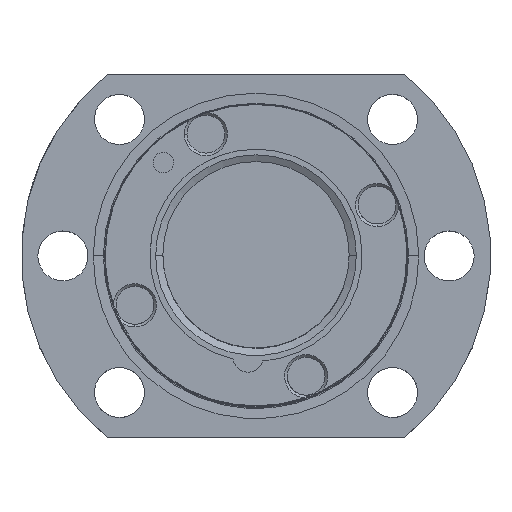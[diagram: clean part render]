
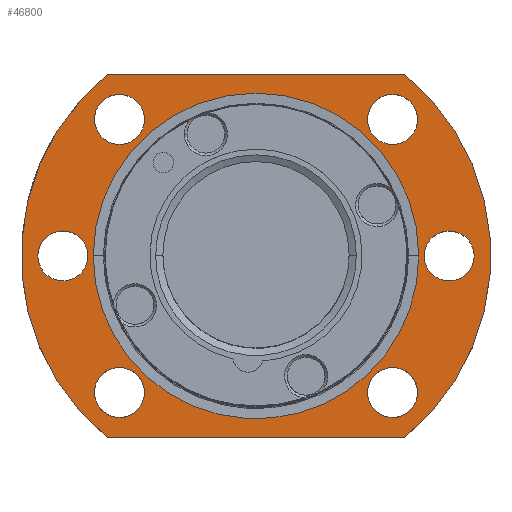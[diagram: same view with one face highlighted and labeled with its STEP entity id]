
A CAD part, top view. The second image highlights one B-rep face of the part: STEP entity #46800.
In plain terms, the highlighted planar face has unit normal (0, 0, 1).
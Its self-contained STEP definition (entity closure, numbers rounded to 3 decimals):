
#210=CARTESIAN_POINT('',(-19.621,24.,119.75));
#220=VERTEX_POINT('',#210);
#250=CARTESIAN_POINT('',(0.,0.,
119.75));
#260=DIRECTION('',(0.,0.,-1.));
#270=DIRECTION('',(-1.,0.,0.));
#280=AXIS2_PLACEMENT_3D('',#250,#260,#270);
#290=CIRCLE('',#280,31.);
#300=CARTESIAN_POINT('',(-19.621,-24.,119.75));
#310=VERTEX_POINT('',#300);
#320=EDGE_CURVE('',#310,#220,#290,.T.);
#9220=CARTESIAN_POINT('',(25.5,0.,119.75));
#9230=DIRECTION('',(0.,0.,-1.));
#9240=DIRECTION('',(-1.,0.,0.));
#9250=AXIS2_PLACEMENT_3D('',#9220,#9230,#9240);
#9260=CIRCLE('',#9250,3.3);
#9270=CARTESIAN_POINT('',(22.451,-1.263,119.75));
#9280=VERTEX_POINT('',#9270);
#9290=CARTESIAN_POINT('',(22.2,0.,119.75));
#9300=VERTEX_POINT('',#9290);
#9310=EDGE_CURVE('',#9280,#9300,#9260,.T.);
#9580=CARTESIAN_POINT('',(28.8,0.,119.75));
#9590=VERTEX_POINT('',#9580);
#9620=EDGE_CURVE('',#9590,#9280,#9260,.T.);
#10330=CARTESIAN_POINT('',(19.621,-24.,119.75));
#10340=VERTEX_POINT('',#10330);
#10370=CARTESIAN_POINT('',(0.,0.,
119.75));
#10380=DIRECTION('',(0.,0.,-1.));
#10390=DIRECTION('',(-1.,0.,0.));
#10400=AXIS2_PLACEMENT_3D('',#10370,#10380,#10390);
#10410=CIRCLE('',#10400,31.);
#10420=CARTESIAN_POINT('',(19.621,24.,119.75));
#10430=VERTEX_POINT('',#10420);
#10440=EDGE_CURVE('',#10430,#10340,#10410,.T.);
#10680=CARTESIAN_POINT('',(0.,24.,119.75));
#10690=DIRECTION('',(-1.,0.,-0.));
#10700=VECTOR('',#10690,1.);
#10710=LINE('',#10680,#10700);
#10720=EDGE_CURVE('',#10430,#220,#10710,.T.);
#11770=CARTESIAN_POINT('',(-21.331,-18.031,119.75));
#11780=VERTEX_POINT('',#11770);
#11830=CARTESIAN_POINT('',(-18.031,-18.031,119.75));
#11840=DIRECTION('',(0.,0.,-1.));
#11850=DIRECTION('',(-1.,0.,0.));
#11860=AXIS2_PLACEMENT_3D('',#11830,#11840,#11850);
#11870=CIRCLE('',#11860,3.3);
#11880=CARTESIAN_POINT('',(-14.731,-18.031,119.75));
#11890=VERTEX_POINT('',#11880);
#11900=EDGE_CURVE('',#11780,#11890,#11870,.T.);
#13510=CARTESIAN_POINT('',(14.731,-18.031,119.75));
#13520=VERTEX_POINT('',#13510);
#13570=CARTESIAN_POINT('',(18.031,-18.031,119.75));
#13580=DIRECTION('',(0.,0.,-1.));
#13590=DIRECTION('',(-1.,0.,0.));
#13600=AXIS2_PLACEMENT_3D('',#13570,#13580,#13590);
#13610=CIRCLE('',#13600,3.3);
#13620=CARTESIAN_POINT('',(21.331,-18.031,119.75));
#13630=VERTEX_POINT('',#13620);
#13640=EDGE_CURVE('',#13520,#13630,#13610,.T.);
#15640=CARTESIAN_POINT('',(14.731,18.031,119.75));
#15650=VERTEX_POINT('',#15640);
#15700=CARTESIAN_POINT('',(18.031,18.031,119.75));
#15710=DIRECTION('',(0.,0.,-1.));
#15720=DIRECTION('',(-1.,0.,0.));
#15730=AXIS2_PLACEMENT_3D('',#15700,#15710,#15720);
#15740=CIRCLE('',#15730,3.3);
#15750=CARTESIAN_POINT('',(21.08,19.294,119.75));
#15760=VERTEX_POINT('',#15750);
#15770=EDGE_CURVE('',#15650,#15760,#15740,.T.);
#15790=CARTESIAN_POINT('',(21.331,18.031,119.75));
#15800=VERTEX_POINT('',#15790);
#15810=EDGE_CURVE('',#15760,#15800,#15740,.T.);
#16210=CARTESIAN_POINT('',(-28.8,0.,119.75));
#16220=VERTEX_POINT('',#16210);
#16270=CARTESIAN_POINT('',(-25.5,0.,119.75));
#16280=DIRECTION('',(0.,0.,-1.));
#16290=DIRECTION('',(-1.,0.,0.));
#16300=AXIS2_PLACEMENT_3D('',#16270,#16280,#16290);
#16310=CIRCLE('',#16300,3.3);
#16320=CARTESIAN_POINT('',(-22.451,1.263,119.75));
#16330=VERTEX_POINT('',#16320);
#16340=EDGE_CURVE('',#16220,#16330,#16310,.T.);
#16360=CARTESIAN_POINT('',(-22.2,0.,119.75));
#16370=VERTEX_POINT('',#16360);
#16380=EDGE_CURVE('',#16330,#16370,#16310,.T.);
#16780=CARTESIAN_POINT('',(-14.731,18.031,119.75));
#16790=VERTEX_POINT('',#16780);
#16840=CARTESIAN_POINT('',(-18.031,18.031,119.75));
#16850=DIRECTION('',(0.,0.,-1.));
#16860=DIRECTION('',(-1.,0.,0.));
#16870=AXIS2_PLACEMENT_3D('',#16840,#16850,#16860);
#16880=CIRCLE('',#16870,3.3);
#16890=CARTESIAN_POINT('',(-21.08,16.768,119.75));
#16900=VERTEX_POINT('',#16890);
#16910=EDGE_CURVE('',#16790,#16900,#16880,.T.);
#16930=CARTESIAN_POINT('',(-21.331,18.031,119.75));
#16940=VERTEX_POINT('',#16930);
#16950=EDGE_CURVE('',#16900,#16940,#16880,.T.);
#18010=CARTESIAN_POINT('',(0.,-24.,119.75));
#18020=DIRECTION('',(-1.,-0.,-0.));
#18030=VECTOR('',#18020,1.);
#18040=LINE('',#18010,#18030);
#18050=EDGE_CURVE('',#10340,#310,#18040,.T.);
#43930=CARTESIAN_POINT('',(-21.491,0.,119.75
));
#43940=VERTEX_POINT('',#43930);
#44140=CARTESIAN_POINT('',(21.491,0.,119.75)
);
#44150=VERTEX_POINT('',#44140);
#44180=CARTESIAN_POINT('',(0.,0.,
119.75));
#44190=DIRECTION('',(0.,0.,1.));
#44200=DIRECTION('',(1.,0.,0.));
#44210=AXIS2_PLACEMENT_3D('',#44180,#44190,#44200);
#44220=CIRCLE('',#44210,21.491);
#44230=CARTESIAN_POINT('',(-8.224,-19.855,119.75));
#44240=VERTEX_POINT('',#44230);
#44250=EDGE_CURVE('',#44240,#44150,#44220,.T.);
#44270=EDGE_CURVE('',#43940,#44240,#44220,.T.);
#46210=CARTESIAN_POINT('',(58.773,-33.695,119.75));
#46220=DIRECTION('',(0.,0.,-1.));
#46230=DIRECTION('',(-1.,0.,-0.));
#46240=AXIS2_PLACEMENT_3D('',#46210,#46220,#46230);
#46250=PLANE('',#46240);
#46260=ORIENTED_EDGE('',*,*,#18050,.F.);
#46270=ORIENTED_EDGE('',*,*,#320,.F.);
#46280=ORIENTED_EDGE('',*,*,#10720,.T.);
#46290=ORIENTED_EDGE('',*,*,#10440,.F.);
#46300=EDGE_LOOP('',(#46290,#46280,#46270,#46260));
#46310=FACE_OUTER_BOUND('',#46300,.T.);
#46320=ORIENTED_EDGE('',*,*,#11900,.T.);
#46330=CARTESIAN_POINT('',(-21.08,-19.294,119.75));
#46340=VERTEX_POINT('',#46330);
#46350=EDGE_CURVE('',#46340,#11780,#11870,.T.);
#46360=ORIENTED_EDGE('',*,*,#46350,.T.);
#46370=EDGE_CURVE('',#11890,#46340,#11870,.T.);
#46380=ORIENTED_EDGE('',*,*,#46370,.T.);
#46390=EDGE_LOOP('',(#46380,#46360,#46320));
#46400=FACE_BOUND('',#46390,.T.);
#46410=ORIENTED_EDGE('',*,*,#13640,.T.);
#46420=CARTESIAN_POINT('',(14.982,-19.294,119.75));
#46430=VERTEX_POINT('',#46420);
#46440=EDGE_CURVE('',#46430,#13520,#13610,.T.);
#46450=ORIENTED_EDGE('',*,*,#46440,.T.);
#46460=EDGE_CURVE('',#13630,#46430,#13610,.T.);
#46470=ORIENTED_EDGE('',*,*,#46460,.T.);
#46480=EDGE_LOOP('',(#46470,#46450,#46410));
#46490=FACE_BOUND('',#46480,.T.);
#46500=EDGE_CURVE('',#15800,#15650,#15740,.T.);
#46510=ORIENTED_EDGE('',*,*,#46500,.T.);
#46520=ORIENTED_EDGE('',*,*,#15810,.T.);
#46530=ORIENTED_EDGE('',*,*,#15770,.T.);
#46540=EDGE_LOOP('',(#46530,#46520,#46510));
#46550=FACE_BOUND('',#46540,.T.);
#46560=EDGE_CURVE('',#9300,#9590,#9260,.T.);
#46570=ORIENTED_EDGE('',*,*,#46560,.T.);
#46580=ORIENTED_EDGE('',*,*,#9310,.T.);
#46590=ORIENTED_EDGE('',*,*,#9620,.T.);
#46600=EDGE_LOOP('',(#46590,#46580,#46570));
#46610=FACE_BOUND('',#46600,.T.);
#46620=ORIENTED_EDGE('',*,*,#44250,.F.);
#46630=EDGE_CURVE('',#44150,#43940,#44220,.T.);
#46640=ORIENTED_EDGE('',*,*,#46630,.F.);
#46650=ORIENTED_EDGE('',*,*,#44270,.F.);
#46660=EDGE_LOOP('',(#46650,#46640,#46620));
#46670=FACE_BOUND('',#46660,.T.);
#46680=EDGE_CURVE('',#16940,#16790,#16880,.T.);
#46690=ORIENTED_EDGE('',*,*,#46680,.T.);
#46700=ORIENTED_EDGE('',*,*,#16950,.T.);
#46710=ORIENTED_EDGE('',*,*,#16910,.T.);
#46720=EDGE_LOOP('',(#46710,#46700,#46690));
#46730=FACE_BOUND('',#46720,.T.);
#46740=EDGE_CURVE('',#16370,#16220,#16310,.T.);
#46750=ORIENTED_EDGE('',*,*,#46740,.T.);
#46760=ORIENTED_EDGE('',*,*,#16380,.T.);
#46770=ORIENTED_EDGE('',*,*,#16340,.T.);
#46780=EDGE_LOOP('',(#46770,#46760,#46750));
#46790=FACE_BOUND('',#46780,.T.);
#46800=ADVANCED_FACE('',(#46310,#46400,#46490,#46550,#46610,#46670,
#46730,#46790),#46250,.F.);
